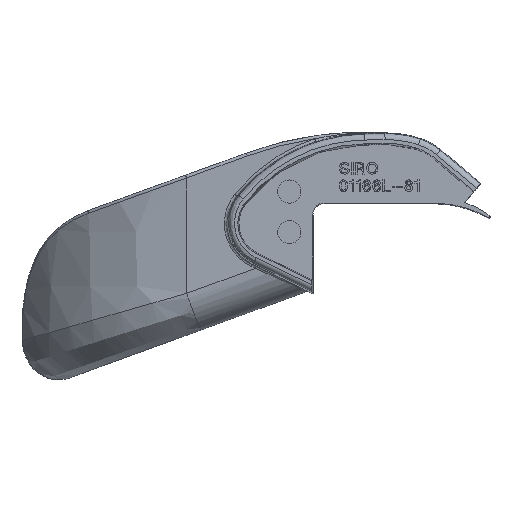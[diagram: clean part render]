
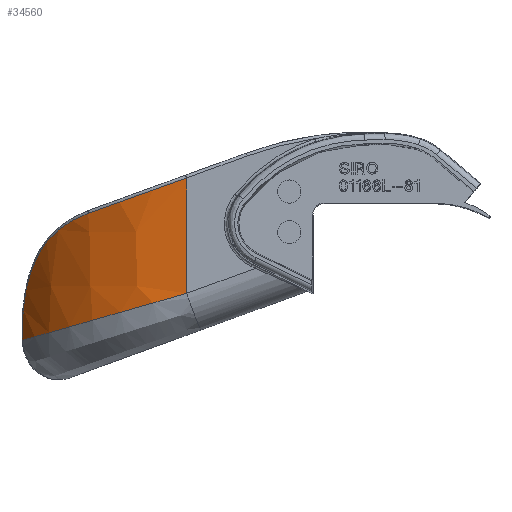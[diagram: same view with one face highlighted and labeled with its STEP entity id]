
A CAD part, top view. The second image highlights one B-rep face of the part: STEP entity #34560.
In plain terms, the highlighted conical face has half-angle 2 degrees and reference radius 34 mm.
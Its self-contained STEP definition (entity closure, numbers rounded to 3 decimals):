
#10000=CARTESIAN_POINT('',(-21.813,15.505,
1.368));
#10010=CARTESIAN_POINT('',(-22.159,15.604,
1.372));
#10020=CARTESIAN_POINT('',(-22.505,15.703,
1.38));
#10030=CARTESIAN_POINT('',(-23.269,15.921,
1.412));
#10040=CARTESIAN_POINT('',(-23.687,16.041,
1.438));
#10050=CARTESIAN_POINT('',(-24.798,16.358,
1.527));
#10060=CARTESIAN_POINT('',(-25.489,16.556,
1.605));
#10070=CARTESIAN_POINT('',(-26.841,16.942,
1.802));
#10080=CARTESIAN_POINT('',(-27.503,17.131,
1.919));
#10090=CARTESIAN_POINT('',(-28.818,17.507,
2.193));
#10100=CARTESIAN_POINT('',(-29.472,17.694,
2.351));
#10110=CARTESIAN_POINT('',(-30.771,18.065,
2.707));
#10120=CARTESIAN_POINT('',(-31.415,18.248,
2.906));
#10130=CARTESIAN_POINT('',(-32.692,18.613,
3.343));
#10140=CARTESIAN_POINT('',(-33.324,18.793,
3.581));
#10150=CARTESIAN_POINT('',(-34.574,19.15,
4.098));
#10160=CARTESIAN_POINT('',(-35.192,19.326,
4.376));
#10170=CARTESIAN_POINT('',(-36.411,19.674,
4.971));
#10180=CARTESIAN_POINT('',(-37.012,19.846,
5.287));
#10190=CARTESIAN_POINT('',(-38.196,20.183,
5.959));
#10200=CARTESIAN_POINT('',(-38.778,20.349,
6.314));
#10210=CARTESIAN_POINT('',(-39.921,20.675,
7.062));
#10220=CARTESIAN_POINT('',(-40.481,20.835,
7.454));
#10230=CARTESIAN_POINT('',(-41.583,21.149,
8.277));
#10240=CARTESIAN_POINT('',(-42.123,21.303,
8.709));
#10250=CARTESIAN_POINT('',(-42.914,21.528,
9.382));
#10260=CARTESIAN_POINT('',(-43.174,21.602,
9.611));
#10270=CARTESIAN_POINT('',(-43.687,21.748,
10.078));
#10280=CARTESIAN_POINT('',(-43.941,21.821,
10.315));
#10290=CARTESIAN_POINT('',(-45.191,22.177,
11.525));
#10300=CARTESIAN_POINT('',(-46.131,22.444,
12.56));
#10310=CARTESIAN_POINT('',(-47.223,22.755,
13.929));
#10320=CARTESIAN_POINT('',(-47.437,22.816,
14.207));
#10330=CARTESIAN_POINT('',(-47.857,22.936,
14.769));
#10340=CARTESIAN_POINT('',(-48.062,22.994,
15.054));
#10350=CARTESIAN_POINT('',(-48.665,23.166,
15.92));
#10360=CARTESIAN_POINT('',(-49.05,23.275,
16.511));
#10370=CARTESIAN_POINT('',(-49.78,23.483,
17.719));
#10380=CARTESIAN_POINT('',(-50.126,23.582,
18.336));
#10390=CARTESIAN_POINT('',(-50.616,23.721,
19.279));
#10400=CARTESIAN_POINT('',(-50.774,23.766,
19.597));
#10410=CARTESIAN_POINT('',(-51.081,23.853,
20.237));
#10420=CARTESIAN_POINT('',(-51.229,23.895,
20.56));
#10430=CARTESIAN_POINT('',(-51.558,23.989,
21.31));
#10440=CARTESIAN_POINT('',(-51.736,24.04,
21.74));
#10450=CARTESIAN_POINT('',(-52.073,24.136,
22.607));
#10460=CARTESIAN_POINT('',(-52.233,24.181,
23.045));
#10470=CARTESIAN_POINT('',(-52.533,24.267,
23.928));
#10480=CARTESIAN_POINT('',(-52.674,24.307,
24.373));
#10490=CARTESIAN_POINT('',(-52.849,24.356,
24.971));
#10500=CARTESIAN_POINT('',(-52.892,24.369,
25.122));
#10510=CARTESIAN_POINT('',(-52.934,24.381,
25.273));
#10520=B_SPLINE_CURVE_WITH_KNOTS('',3,(#10000,#10010,#10020,#10030,
#10040,#10050,#10060,#10070,#10080,#10090,#10100,#10110,#10120,#10130,
#10140,#10150,#10160,#10170,#10180,#10190,#10200,#10210,#10220,#10230,
#10240,#10250,#10260,#10270,#10280,#10290,#10300,#10310,#10320,#10330,
#10340,#10350,#10360,#10370,#10380,#10390,#10400,#10410,#10420,#10430,
#10440,#10450,#10460,#10470,#10480,#10490,#10500,#10510),.UNSPECIFIED.,
.F.,.F.,(4,2,2,2,2,2,2,2,2,2,2,2,2,2,2,2,2,2,2,2,2,2,2,2,2,4),(0.,
0.975,2.156,4.113,6.001,
7.891,9.781,11.672,13.563,
15.455,17.349,19.244,21.152,
22.107,23.062,26.888,27.844,
28.801,30.715,32.631,33.59,
34.548,35.801,37.055,38.309,
38.73),.UNSPECIFIED.);
#10530=CARTESIAN_POINT('',(-21.813,15.505,
1.368));
#10540=VERTEX_POINT('',#10530);
#10550=CARTESIAN_POINT('',(-50.134,23.584,
18.366));
#10560=VERTEX_POINT('',#10550);
#10570=EDGE_CURVE('',#10540,#10560,#10520,.T.);
#33830=CARTESIAN_POINT('',(-21.813,-23.671,34.));
#33840=DIRECTION('',(0.,-1.,0.));
#33850=DIRECTION('',(0.,0.,-1.));
#33860=AXIS2_PLACEMENT_3D('',#33830,#33840,#33850);
#33870=CONICAL_SURFACE('',#33860,34.,0.035);
#33880=CARTESIAN_POINT('',(-38.796,1.679,
5.572));
#33890=CARTESIAN_POINT('',(-38.778,1.673,
5.561));
#33900=CARTESIAN_POINT('',(-38.76,1.666,
5.55));
#33910=CARTESIAN_POINT('',(-38.723,1.653,
5.527));
#33920=CARTESIAN_POINT('',(-38.703,1.646,
5.515));
#33930=CARTESIAN_POINT('',(-36.165,0.736,
3.976));
#33940=CARTESIAN_POINT('',(-33.473,-0.229,
2.799));
#33950=CARTESIAN_POINT('',(-27.89,-2.23,
1.18));
#33960=CARTESIAN_POINT('',(-25.021,-3.259,
0.742));
#33970=CARTESIAN_POINT('',(-22.049,-4.324,
0.676));
#33980=CARTESIAN_POINT('',(-21.965,-4.355,
0.675));
#33990=CARTESIAN_POINT('',(-21.858,-4.393,
0.673));
#34000=CARTESIAN_POINT('',(-21.835,-4.401,
0.673));
#34010=CARTESIAN_POINT('',(-21.813,-4.409,
0.673));
#34020=B_SPLINE_CURVE_WITH_KNOTS('',3,(#33880,#33890,#33900,#33910,
#33920,#33930,#33940,#33950,#33960,#33970,#33980,#33990,#34000,#34010),
.UNSPECIFIED.,.F.,.F.,(4,2,2,2,2,2,4),(0.,0.065,
0.137,9.301,18.43,18.697,
18.768),.UNSPECIFIED.);
#34030=CARTESIAN_POINT('',(-38.796,1.679,
5.572));
#34040=VERTEX_POINT('',#34030);
#34050=CARTESIAN_POINT('',(-21.813,-4.409,
0.673));
#34060=VERTEX_POINT('',#34050);
#34070=EDGE_CURVE('',#34040,#34060,#34020,.T.);
#34080=ORIENTED_EDGE('',*,*,#34070,.F.);
#34090=CARTESIAN_POINT('',(-21.813,8.695,
1.13));
#34100=DIRECTION('',(0.,0.999,0.035));
#34110=VECTOR('',#34100,1.);
#34120=LINE('',#34090,#34110);
#34130=EDGE_CURVE('',#34060,#10540,#34120,.T.);
#34140=ORIENTED_EDGE('',*,*,#34130,.F.);
#34150=ORIENTED_EDGE('',*,*,#10570,.F.);
#34160=CARTESIAN_POINT('',(-50.134,23.584,
18.366));
#34170=CARTESIAN_POINT('',(-50.135,23.56,
18.366));
#34180=CARTESIAN_POINT('',(-50.136,23.536,
18.365));
#34190=CARTESIAN_POINT('',(-50.137,23.502,
18.365));
#34200=CARTESIAN_POINT('',(-50.137,23.49,
18.365));
#34210=CARTESIAN_POINT('',(-50.138,23.444,
18.364));
#34220=CARTESIAN_POINT('',(-50.139,23.409,
18.363));
#34230=CARTESIAN_POINT('',(-50.142,23.328,
18.362));
#34240=CARTESIAN_POINT('',(-50.143,23.281,
18.361));
#34250=CARTESIAN_POINT('',(-50.146,23.211,
18.36));
#34260=CARTESIAN_POINT('',(-50.146,23.188,
18.36));
#34270=CARTESIAN_POINT('',(-50.147,23.164,
18.359));
#34280=B_SPLINE_CURVE_WITH_KNOTS('',3,(#34160,#34170,#34180,#34190,
#34200,#34210,#34220,#34230,#34240,#34250,#34260,#34270),.UNSPECIFIED.,
.F.,.F.,(4,2,2,2,2,4),(0.,0.071,0.105,
0.21,0.349,0.42),.UNSPECIFIED.);
#34290=CARTESIAN_POINT('',(-50.147,23.164,
18.359));
#34300=VERTEX_POINT('',#34290);
#34310=EDGE_CURVE('',#10560,#34300,#34280,.T.);
#34320=ORIENTED_EDGE('',*,*,#34310,.F.);
#34330=CARTESIAN_POINT('',(-38.796,1.679,
5.572));
#34340=CARTESIAN_POINT('',(-38.814,1.685,
5.583));
#34350=CARTESIAN_POINT('',(-38.831,1.692,
5.594));
#34360=CARTESIAN_POINT('',(-40.068,2.139,
6.354));
#34370=CARTESIAN_POINT('',(-41.208,2.676,
7.169));
#34380=CARTESIAN_POINT('',(-43.486,4.089,
9.024));
#34390=CARTESIAN_POINT('',(-44.578,5.004,
10.071));
#34400=CARTESIAN_POINT('',(-46.462,7.146,
12.129));
#34410=CARTESIAN_POINT('',(-47.247,8.365,
13.131));
#34420=CARTESIAN_POINT('',(-48.524,11.074,
14.955));
#34430=CARTESIAN_POINT('',(-49.012,12.553,
15.769));
#34440=CARTESIAN_POINT('',(-49.729,15.707,
17.1));
#34450=CARTESIAN_POINT('',(-49.957,17.368,
17.611));
#34460=CARTESIAN_POINT('',(-50.165,20.402,
18.191));
#34470=CARTESIAN_POINT('',(-50.189,21.746,
18.332));
#34480=CARTESIAN_POINT('',(-50.149,23.117,
18.358));
#34490=CARTESIAN_POINT('',(-50.148,23.14,
18.359));
#34500=CARTESIAN_POINT('',(-50.147,23.164,
18.359));
#34510=B_SPLINE_CURVE_WITH_KNOTS('',3,(#34330,#34340,#34350,#34360,
#34370,#34380,#34390,#34400,#34410,#34420,#34430,#34440,#34450,#34460,
#34470,#34480,#34490,#34500),.UNSPECIFIED.,.F.,.F.,(4,2,2,2,2,2,2,2,4),(
0.,0.065,4.569,9.878,15.182,
20.483,25.777,29.872,29.944),
.UNSPECIFIED.);
#34520=EDGE_CURVE('',#34040,#34300,#34510,.T.);
#34530=ORIENTED_EDGE('',*,*,#34520,.T.);
#34540=EDGE_LOOP('',(#34530,#34320,#34150,#34140,#34080));
#34550=FACE_OUTER_BOUND('',#34540,.T.);
#34560=ADVANCED_FACE('',(#34550),#33870,.T.);
